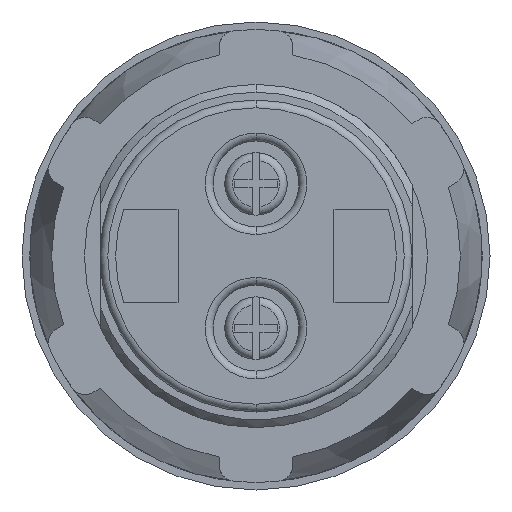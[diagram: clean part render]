
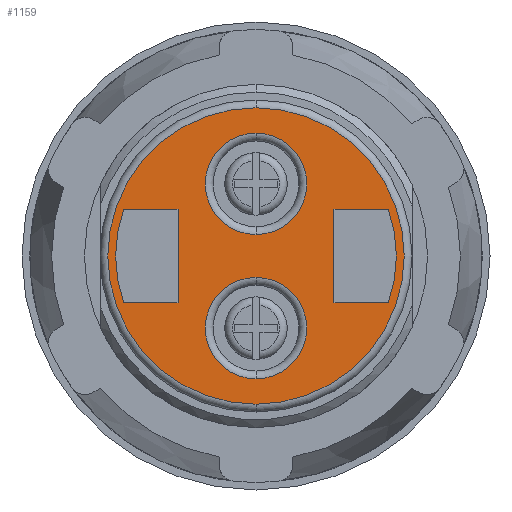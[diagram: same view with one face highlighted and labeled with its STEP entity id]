
A CAD part, front view. The second image highlights one B-rep face of the part: STEP entity #1159.
In plain terms, the highlighted planar face has unit normal (0, -1, 0).
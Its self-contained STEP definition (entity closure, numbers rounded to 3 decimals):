
#4 = DIRECTION ( 'NONE',  ( -1., 0., 0. ) ) ;
#13 = DIRECTION ( 'NONE',  ( 0., 1., 0. ) ) ;
#41 = FACE_BOUND ( 'NONE', #3202, .T. ) ;
#42 = EDGE_CURVE ( 'NONE', #1097, #1145, #933, .T. ) ;
#73 = VERTEX_POINT ( 'NONE', #3245 ) ;
#74 = DIRECTION ( 'NONE',  ( 1., 0., 0. ) ) ;
#88 = CARTESIAN_POINT ( 'NONE',  ( 0., -45., -3. ) ) ;
#120 = VERTEX_POINT ( 'NONE', #3882 ) ;
#129 = CARTESIAN_POINT ( 'NONE',  ( 5., -45., -3. ) ) ;
#145 = AXIS2_PLACEMENT_3D ( 'NONE', #1382, #1367, #2000 ) ;
#168 = DIRECTION ( 'NONE',  ( 0., 1., 0. ) ) ;
#199 = EDGE_CURVE ( 'NONE', #2224, #73, #2013, .T. ) ;
#220 = CARTESIAN_POINT ( 'NONE',  ( 8.485, -45., 3. ) ) ;
#238 = VECTOR ( 'NONE', #74, 1000. ) ;
#241 = CARTESIAN_POINT ( 'NONE',  ( 8.485, -45., -3. ) ) ;
#276 = DIRECTION ( 'NONE',  ( 0., -1., 0. ) ) ;
#346 = AXIS2_PLACEMENT_3D ( 'NONE', #1845, #3353, #3101 ) ;
#377 = CARTESIAN_POINT ( 'NONE',  ( 0., -45., -4.625 ) ) ;
#416 = ORIENTED_EDGE ( 'NONE', *, *, #2772, .T. ) ;
#421 = CARTESIAN_POINT ( 'NONE',  ( 0., -45., 4.625 ) ) ;
#433 = DIRECTION ( 'NONE',  ( 0., 0., 1. ) ) ;
#468 = EDGE_CURVE ( 'NONE', #875, #3769, #3687, .T. ) ;
#634 = FACE_OUTER_BOUND ( 'NONE', #2067, .T. ) ;
#647 = AXIS2_PLACEMENT_3D ( 'NONE', #958, #1316, #2187 ) ;
#654 = CARTESIAN_POINT ( 'NONE',  ( 0., -45., 1.375 ) ) ;
#669 = AXIS2_PLACEMENT_3D ( 'NONE', #2177, #2765, #885 ) ;
#683 = CARTESIAN_POINT ( 'NONE',  ( 0., -45., -9.5 ) ) ;
#714 = DIRECTION ( 'NONE',  ( 0., -1., 0. ) ) ;
#740 = FACE_BOUND ( 'NONE', #3923, .T. ) ;
#784 = LINE ( 'NONE', #3812, #4050 ) ;
#808 = ORIENTED_EDGE ( 'NONE', *, *, #3603, .F. ) ;
#875 = VERTEX_POINT ( 'NONE', #3089 ) ;
#883 = AXIS2_PLACEMENT_3D ( 'NONE', #2587, #714, #1033 ) ;
#885 = DIRECTION ( 'NONE',  ( 0., 0., 1. ) ) ;
#933 = CIRCLE ( 'NONE', #145, 9.5 ) ;
#958 = CARTESIAN_POINT ( 'NONE',  ( 0., -45., 0. ) ) ;
#979 = ORIENTED_EDGE ( 'NONE', *, *, #199, .F. ) ;
#984 = FACE_BOUND ( 'NONE', #3424, .T. ) ;
#1033 = DIRECTION ( 'NONE',  ( 0., 0., -1. ) ) ;
#1072 = VECTOR ( 'NONE', #1625, 1000. ) ;
#1097 = VERTEX_POINT ( 'NONE', #2385 ) ;
#1108 = CARTESIAN_POINT ( 'NONE',  ( 0., -45., 4.625 ) ) ;
#1142 = ORIENTED_EDGE ( 'NONE', *, *, #3316, .T. ) ;
#1145 = VERTEX_POINT ( 'NONE', #683 ) ;
#1159 = ADVANCED_FACE ( 'NONE', ( #634, #740, #41, #984, #2149 ), #3439, .F. ) ;
#1316 = DIRECTION ( 'NONE',  ( 0., 1., 0. ) ) ;
#1346 = EDGE_LOOP ( 'NONE', ( #416, #3528, #979, #3524 ) ) ;
#1367 = DIRECTION ( 'NONE',  ( 0., -1., 0. ) ) ;
#1382 = CARTESIAN_POINT ( 'NONE',  ( 0., -45., 0. ) ) ;
#1414 = CIRCLE ( 'NONE', #883, 9. ) ;
#1418 = CIRCLE ( 'NONE', #346, 9.5 ) ;
#1475 = VERTEX_POINT ( 'NONE', #2798 ) ;
#1554 = CARTESIAN_POINT ( 'NONE',  ( 0., -45., 0. ) ) ;
#1588 = ORIENTED_EDGE ( 'NONE', *, *, #2365, .T. ) ;
#1607 = CARTESIAN_POINT ( 'NONE',  ( 0., -45., -3. ) ) ;
#1614 = CIRCLE ( 'NONE', #669, 3.25 ) ;
#1615 = LINE ( 'NONE', #1607, #2832 ) ;
#1623 = AXIS2_PLACEMENT_3D ( 'NONE', #421, #2310, #433 ) ;
#1625 = DIRECTION ( 'NONE',  ( 0., 0., -1. ) ) ;
#1703 = CIRCLE ( 'NONE', #1730, 3.25 ) ;
#1730 = AXIS2_PLACEMENT_3D ( 'NONE', #1108, #168, #2669 ) ;
#1845 = CARTESIAN_POINT ( 'NONE',  ( 0., -45., 0. ) ) ;
#1874 = CARTESIAN_POINT ( 'NONE',  ( 0., -45., 3. ) ) ;
#1937 = EDGE_CURVE ( 'NONE', #3902, #3572, #2296, .T. ) ;
#1964 = CARTESIAN_POINT ( 'NONE',  ( -5., -45., 0. ) ) ;
#2000 = DIRECTION ( 'NONE',  ( 0., 0., 1. ) ) ;
#2013 = LINE ( 'NONE', #88, #238 ) ;
#2064 = CARTESIAN_POINT ( 'NONE',  ( 0., -45., 7.875 ) ) ;
#2067 = EDGE_LOOP ( 'NONE', ( #3913, #1142 ) ) ;
#2089 = LINE ( 'NONE', #1874, #3898 ) ;
#2149 = FACE_BOUND ( 'NONE', #1346, .T. ) ;
#2177 = CARTESIAN_POINT ( 'NONE',  ( 0., -45., -4.625 ) ) ;
#2187 = DIRECTION ( 'NONE',  ( 0., 0., 1. ) ) ;
#2224 = VERTEX_POINT ( 'NONE', #3909 ) ;
#2296 = CIRCLE ( 'NONE', #1623, 3.25 ) ;
#2310 = DIRECTION ( 'NONE',  ( 0., 1., 0. ) ) ;
#2339 = DIRECTION ( 'NONE',  ( 0., 0., -1. ) ) ;
#2346 = ORIENTED_EDGE ( 'NONE', *, *, #3426, .F. ) ;
#2365 = EDGE_CURVE ( 'NONE', #2715, #120, #1614, .T. ) ;
#2385 = CARTESIAN_POINT ( 'NONE',  ( 0., -45., 9.5 ) ) ;
#2423 = EDGE_CURVE ( 'NONE', #1475, #2224, #3697, .T. ) ;
#2449 = EDGE_CURVE ( 'NONE', #2456, #73, #3310, .T. ) ;
#2456 = VERTEX_POINT ( 'NONE', #3173 ) ;
#2457 = DIRECTION ( 'NONE',  ( 0., 0., -1. ) ) ;
#2587 = CARTESIAN_POINT ( 'NONE',  ( 0., -45., 0. ) ) ;
#2621 = EDGE_CURVE ( 'NONE', #120, #2715, #3644, .T. ) ;
#2629 = ORIENTED_EDGE ( 'NONE', *, *, #3485, .T. ) ;
#2668 = CARTESIAN_POINT ( 'NONE',  ( 5., -45., 0. ) ) ;
#2669 = DIRECTION ( 'NONE',  ( 0., 0., 1. ) ) ;
#2715 = VERTEX_POINT ( 'NONE', #3520 ) ;
#2765 = DIRECTION ( 'NONE',  ( 0., 1., 0. ) ) ;
#2772 = EDGE_CURVE ( 'NONE', #1475, #2456, #784, .T. ) ;
#2798 = CARTESIAN_POINT ( 'NONE',  ( -8.485, -45., 3. ) ) ;
#2832 = VECTOR ( 'NONE', #4, 1000. ) ;
#2863 = DIRECTION ( 'NONE',  ( 0., 0., 1. ) ) ;
#2865 = VECTOR ( 'NONE', #2339, 1000. ) ;
#3053 = VERTEX_POINT ( 'NONE', #220 ) ;
#3089 = CARTESIAN_POINT ( 'NONE',  ( 5., -45., 3. ) ) ;
#3101 = DIRECTION ( 'NONE',  ( 0., 0., 1. ) ) ;
#3152 = ORIENTED_EDGE ( 'NONE', *, *, #468, .F. ) ;
#3173 = CARTESIAN_POINT ( 'NONE',  ( -5., -45., 3. ) ) ;
#3202 = EDGE_LOOP ( 'NONE', ( #3750, #1588 ) ) ;
#3245 = CARTESIAN_POINT ( 'NONE',  ( -5., -45., -3. ) ) ;
#3262 = DIRECTION ( 'NONE',  ( 1., 0., 0. ) ) ;
#3309 = AXIS2_PLACEMENT_3D ( 'NONE', #1554, #276, #2457 ) ;
#3310 = LINE ( 'NONE', #1964, #1072 ) ;
#3316 = EDGE_CURVE ( 'NONE', #1145, #1097, #1418, .T. ) ;
#3353 = DIRECTION ( 'NONE',  ( 0., -1., 0. ) ) ;
#3424 = EDGE_LOOP ( 'NONE', ( #3842, #3436 ) ) ;
#3426 = EDGE_CURVE ( 'NONE', #3053, #875, #2089, .T. ) ;
#3436 = ORIENTED_EDGE ( 'NONE', *, *, #3689, .T. ) ;
#3439 = PLANE ( 'NONE',  #647 ) ;
#3485 = EDGE_CURVE ( 'NONE', #4018, #3769, #1615, .T. ) ;
#3520 = CARTESIAN_POINT ( 'NONE',  ( 0., -45., -7.875 ) ) ;
#3524 = ORIENTED_EDGE ( 'NONE', *, *, #2423, .F. ) ;
#3528 = ORIENTED_EDGE ( 'NONE', *, *, #2449, .T. ) ;
#3572 = VERTEX_POINT ( 'NONE', #654 ) ;
#3603 = EDGE_CURVE ( 'NONE', #4018, #3053, #1414, .T. ) ;
#3643 = AXIS2_PLACEMENT_3D ( 'NONE', #377, #13, #2863 ) ;
#3644 = CIRCLE ( 'NONE', #3643, 3.25 ) ;
#3687 = LINE ( 'NONE', #2668, #2865 ) ;
#3689 = EDGE_CURVE ( 'NONE', #3572, #3902, #1703, .T. ) ;
#3697 = CIRCLE ( 'NONE', #3309, 9. ) ;
#3744 = DIRECTION ( 'NONE',  ( -1., 0., 0. ) ) ;
#3750 = ORIENTED_EDGE ( 'NONE', *, *, #2621, .T. ) ;
#3769 = VERTEX_POINT ( 'NONE', #129 ) ;
#3812 = CARTESIAN_POINT ( 'NONE',  ( 0., -45., 3. ) ) ;
#3842 = ORIENTED_EDGE ( 'NONE', *, *, #1937, .T. ) ;
#3882 = CARTESIAN_POINT ( 'NONE',  ( 0., -45., -1.375 ) ) ;
#3898 = VECTOR ( 'NONE', #3744, 1000. ) ;
#3902 = VERTEX_POINT ( 'NONE', #2064 ) ;
#3909 = CARTESIAN_POINT ( 'NONE',  ( -8.485, -45., -3. ) ) ;
#3913 = ORIENTED_EDGE ( 'NONE', *, *, #42, .T. ) ;
#3923 = EDGE_LOOP ( 'NONE', ( #2629, #3152, #2346, #808 ) ) ;
#4018 = VERTEX_POINT ( 'NONE', #241 ) ;
#4050 = VECTOR ( 'NONE', #3262, 1000. ) ;
